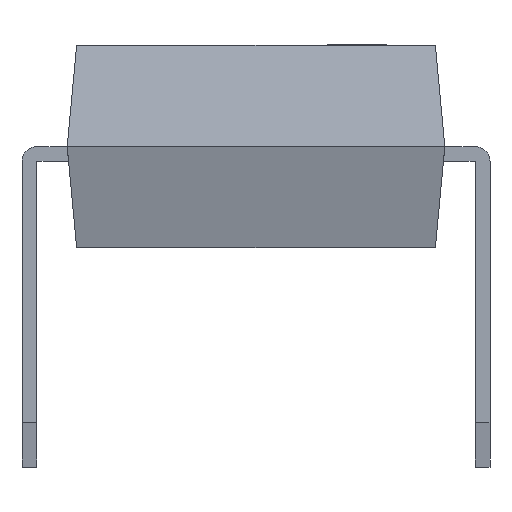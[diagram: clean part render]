
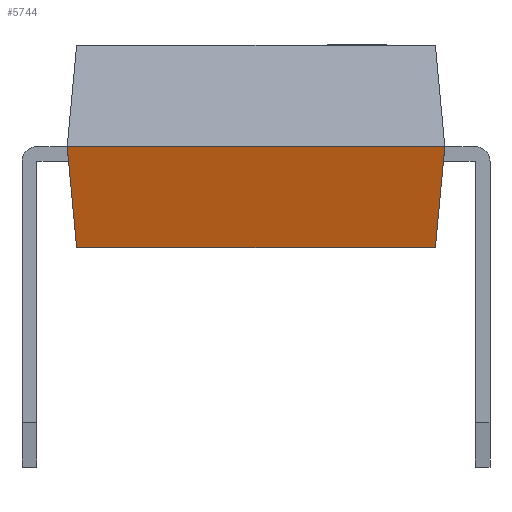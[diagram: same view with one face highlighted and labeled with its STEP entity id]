
A CAD part, front view. The second image highlights one B-rep face of the part: STEP entity #5744.
In plain terms, the highlighted free-form (B-spline) face has degree [1, 1] with [2, 2] control points.
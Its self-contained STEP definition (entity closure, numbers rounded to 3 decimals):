
#1380 = VERTEX_POINT('',#1381);
#1381 = CARTESIAN_POINT('',(3.175,-9.653,2.21));
#1402 = EDGE_CURVE('',#1403,#1380,#1405,.T.);
#1403 = VERTEX_POINT('',#1404);
#1404 = CARTESIAN_POINT('',(-3.175,-9.653,2.21));
#1405 = LINE('',#1406,#1407);
#1406 = CARTESIAN_POINT('',(-3.175,-9.653,2.21));
#1407 = VECTOR('',#1408,1.);
#1408 = DIRECTION('',(1.,0.,0.));
#5320 = EDGE_CURVE('',#1380,#5321,#5323,.T.);
#5321 = VERTEX_POINT('',#5322);
#5322 = CARTESIAN_POINT('',(3.016,-9.17,0.51));
#5323 = B_SPLINE_CURVE_WITH_KNOTS('',1,(#5324,#5325),.UNSPECIFIED.,.F.,
  .F.,(2,2),(0.,1.),.PIECEWISE_BEZIER_KNOTS.);
#5324 = CARTESIAN_POINT('',(3.175,-9.653,2.21));
#5325 = CARTESIAN_POINT('',(3.016,-9.17,0.51));
#5744 = ADVANCED_FACE('',(#5745),#5762,.F.);
#5745 = FACE_BOUND('',#5746,.F.);
#5746 = EDGE_LOOP('',(#5747,#5748,#5749,#5757));
#5747 = ORIENTED_EDGE('',*,*,#1402,.T.);
#5748 = ORIENTED_EDGE('',*,*,#5320,.T.);
#5749 = ORIENTED_EDGE('',*,*,#5750,.F.);
#5750 = EDGE_CURVE('',#5751,#5321,#5753,.T.);
#5751 = VERTEX_POINT('',#5752);
#5752 = CARTESIAN_POINT('',(-3.016,-9.17,0.51));
#5753 = LINE('',#5754,#5755);
#5754 = CARTESIAN_POINT('',(-3.016,-9.17,0.51));
#5755 = VECTOR('',#5756,1.);
#5756 = DIRECTION('',(1.,0.,0.));
#5757 = ORIENTED_EDGE('',*,*,#5758,.F.);
#5758 = EDGE_CURVE('',#1403,#5751,#5759,.T.);
#5759 = B_SPLINE_CURVE_WITH_KNOTS('',1,(#5760,#5761),.UNSPECIFIED.,.F.,
  .F.,(2,2),(0.,1.),.PIECEWISE_BEZIER_KNOTS.);
#5760 = CARTESIAN_POINT('',(-3.175,-9.653,2.21));
#5761 = CARTESIAN_POINT('',(-3.016,-9.17,0.51));
#5762 = B_SPLINE_SURFACE_WITH_KNOTS('',1,1,(
    (#5763,#5764)
    ,(#5765,#5766
    )),.UNSPECIFIED.,.F.,.F.,.F.,(2,2),(2,2),(0.,6.35),(0.,1.),
  .PIECEWISE_BEZIER_KNOTS.);
#5763 = CARTESIAN_POINT('',(-3.175,-9.653,2.21));
#5764 = CARTESIAN_POINT('',(-3.016,-9.17,0.51));
#5765 = CARTESIAN_POINT('',(3.175,-9.653,2.21));
#5766 = CARTESIAN_POINT('',(3.016,-9.17,0.51));
